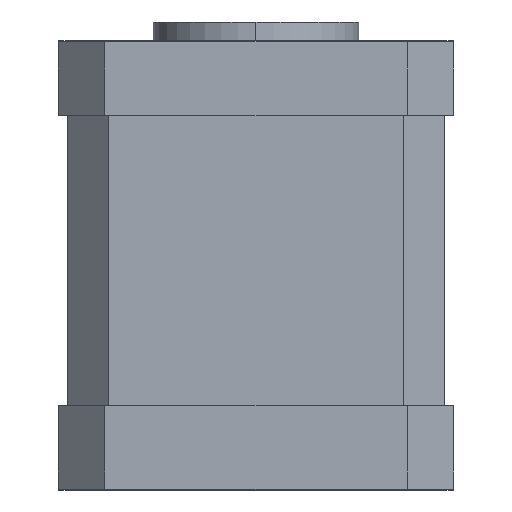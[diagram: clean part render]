
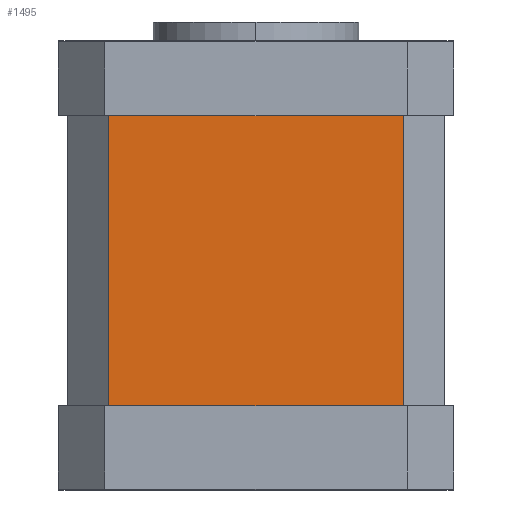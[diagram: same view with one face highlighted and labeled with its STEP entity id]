
A CAD part, left-side view. The second image highlights one B-rep face of the part: STEP entity #1495.
In plain terms, the highlighted planar face has unit normal (-1, 0, 0).
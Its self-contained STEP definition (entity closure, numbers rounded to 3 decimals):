
#152 = EDGE_CURVE ( 'NONE', #3775, #1125, #1341, .T. ) ;
#427 = VECTOR ( 'NONE', #2208, 1000. ) ;
#429 = LINE ( 'NONE', #1971, #1873 ) ;
#710 = ORIENTED_EDGE ( 'NONE', *, *, #3749, .F. ) ;
#774 = FACE_OUTER_BOUND ( 'NONE', #4118, .T. ) ;
#825 = CARTESIAN_POINT ( 'NONE',  ( -20.15, 0., 9. ) ) ;
#998 = ORIENTED_EDGE ( 'NONE', *, *, #152, .T. ) ;
#1125 = VERTEX_POINT ( 'NONE', #1795 ) ;
#1171 = ORIENTED_EDGE ( 'NONE', *, *, #3498, .F. ) ;
#1209 = DIRECTION ( 'NONE',  ( 0., 1., 0. ) ) ;
#1301 = DIRECTION ( 'NONE',  ( 0., 1., 0. ) ) ;
#1320 = PLANE ( 'NONE',  #4050 ) ;
#1341 = LINE ( 'NONE', #2254, #4432 ) ;
#1387 = VERTEX_POINT ( 'NONE', #3716 ) ;
#1495 = ADVANCED_FACE ( 'NONE', ( #774 ), #1320, .F. ) ;
#1795 = CARTESIAN_POINT ( 'NONE',  ( -20.15, 15.736, 40. ) ) ;
#1873 = VECTOR ( 'NONE', #2680, 1000. ) ;
#1909 = CARTESIAN_POINT ( 'NONE',  ( -20.15, -15.736, 9. ) ) ;
#1971 = CARTESIAN_POINT ( 'NONE',  ( -20.15, -15.736, 9. ) ) ;
#2026 = DIRECTION ( 'NONE',  ( 0., 0., 1. ) ) ;
#2208 = DIRECTION ( 'NONE',  ( 0., 1., 0. ) ) ;
#2254 = CARTESIAN_POINT ( 'NONE',  ( -20.15, 0., 40. ) ) ;
#2368 = DIRECTION ( 'NONE',  ( 1., 0., 0. ) ) ;
#2411 = EDGE_CURVE ( 'NONE', #3142, #3775, #429, .T. ) ;
#2680 = DIRECTION ( 'NONE',  ( 0., 0., 1. ) ) ;
#2849 = LINE ( 'NONE', #3441, #3788 ) ;
#3142 = VERTEX_POINT ( 'NONE', #1909 ) ;
#3422 = CARTESIAN_POINT ( 'NONE',  ( -20.15, 0., 9. ) ) ;
#3441 = CARTESIAN_POINT ( 'NONE',  ( -20.15, 15.736, 9. ) ) ;
#3498 = EDGE_CURVE ( 'NONE', #3142, #1387, #3961, .T. ) ;
#3716 = CARTESIAN_POINT ( 'NONE',  ( -20.15, 15.736, 9. ) ) ;
#3749 = EDGE_CURVE ( 'NONE', #1387, #1125, #2849, .T. ) ;
#3775 = VERTEX_POINT ( 'NONE', #4442 ) ;
#3788 = VECTOR ( 'NONE', #2026, 1000. ) ;
#3924 = ORIENTED_EDGE ( 'NONE', *, *, #2411, .T. ) ;
#3961 = LINE ( 'NONE', #825, #427 ) ;
#4050 = AXIS2_PLACEMENT_3D ( 'NONE', #3422, #2368, #1301 ) ;
#4118 = EDGE_LOOP ( 'NONE', ( #998, #710, #1171, #3924 ) ) ;
#4432 = VECTOR ( 'NONE', #1209, 1000. ) ;
#4442 = CARTESIAN_POINT ( 'NONE',  ( -20.15, -15.736, 40. ) ) ;
